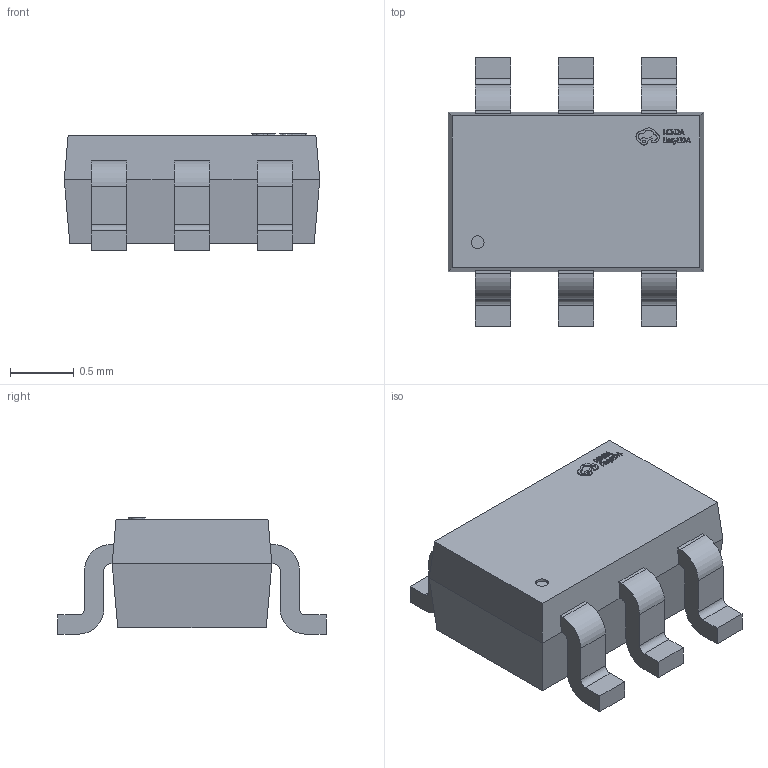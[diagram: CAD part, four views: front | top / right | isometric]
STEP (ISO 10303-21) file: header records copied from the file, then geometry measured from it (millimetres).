
FILE_DESCRIPTION (( 'STEP AP214' ), '1' );
FILE_NAME ('SOT-363-6_L2.0-W1.3-P0.65-LS2.1-BL_HXCKRF2179MM26-C4.STEP', '2025-07-13T11:34:35', ( 'User' ), ( 'China' ), 'SwSTEP 2.0', 'SolidWorks 2020', '' );
FILE_SCHEMA (( 'AUTOMOTIVE_DESIGN' ));
Length unit declared in the file: millimetre
Products named in the file (1): SOT-363-6_L2.0-W1.3-P0.65-LS2.1-BL_HXCKRF2179MM26-C4
Bounding box: 2 x 2.1 x 0.91 mm (x, y, z)
Volume: 2.2 mm3; surface area: 14.4 mm2
Topology: 1 solids, 1 shells, 315 faces, 863 edges, 570 vertices
Faces by surface type: plane 191, bspline 98, cylinder 26
Entity records: 13912 total; most frequent: CARTESIAN_POINT 3055, ORIENTED_EDGE 1726, DIRECTION 1151, EDGE_CURVE 863, LINE 611, VECTOR 611, VERTEX_POINT 570, EDGE_LOOP 335
